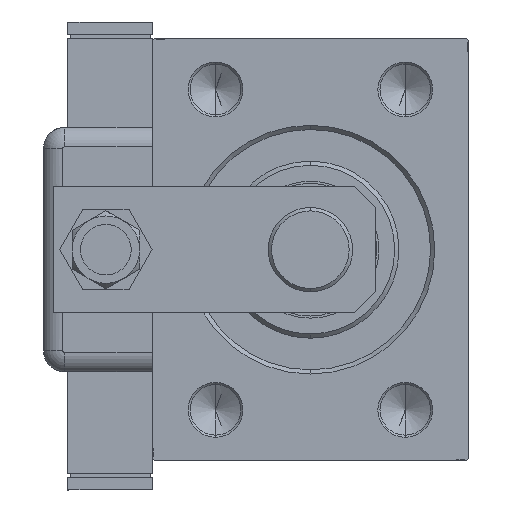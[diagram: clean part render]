
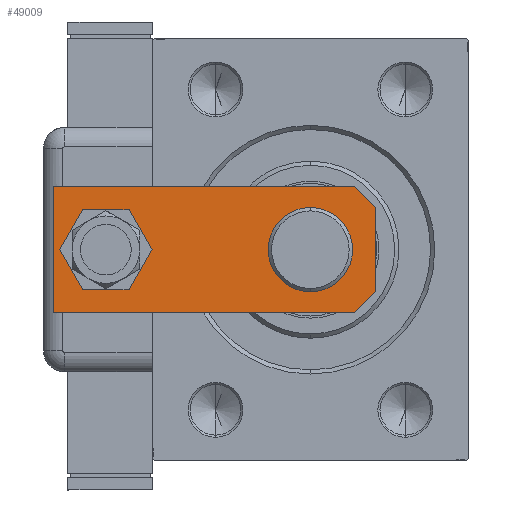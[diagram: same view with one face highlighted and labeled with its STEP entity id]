
A CAD part, left-side view. The second image highlights one B-rep face of the part: STEP entity #49009.
In plain terms, the highlighted face is planar.
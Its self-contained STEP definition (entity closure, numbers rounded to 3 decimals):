
#847 = VECTOR ( 'NONE', #60076, 1000. ) ;
#1765 = CARTESIAN_POINT ( 'NONE',  ( 0., 0., 0. ) ) ;
#3712 = AXIS2_PLACEMENT_3D ( 'NONE', #59415, #58807, #41309 ) ;
#3950 = CARTESIAN_POINT ( 'NONE',  ( 15., 5., 0. ) ) ;
#4373 = DIRECTION ( 'NONE',  ( 0., -1., 0. ) ) ;
#4665 = CIRCLE ( 'NONE', #3712, 10. ) ;
#7407 = EDGE_CURVE ( 'NONE', #12424, #24303, #22910, .T. ) ;
#9710 = CARTESIAN_POINT ( 'NONE',  ( 15., 0., 0. ) ) ;
#9851 = LINE ( 'NONE', #56821, #13426 ) ;
#10318 = EDGE_CURVE ( 'NONE', #10916, #60551, #41240, .T. ) ;
#10916 = VERTEX_POINT ( 'NONE', #49081 ) ;
#11571 = PLANE ( 'NONE',  #32653 ) ;
#12424 = VERTEX_POINT ( 'NONE', #41566 ) ;
#12682 = EDGE_CURVE ( 'NONE', #44558, #48094, #60431, .T. ) ;
#13132 = AXIS2_PLACEMENT_3D ( 'NONE', #47407, #41601, #24068 ) ;
#13258 = ORIENTED_EDGE ( 'NONE', *, *, #12682, .T. ) ;
#13426 = VECTOR ( 'NONE', #47616, 1000. ) ;
#14191 = CARTESIAN_POINT ( 'NONE',  ( 0., 15.5, 0. ) ) ;
#14495 = DIRECTION ( 'NONE',  ( 0., 0., 1. ) ) ;
#14581 = DIRECTION ( 'NONE',  ( 0., 0., 1. ) ) ;
#15267 = DIRECTION ( 'NONE',  ( 1., 0., 0. ) ) ;
#17110 = VECTOR ( 'NONE', #4373, 1000. ) ;
#17426 = CARTESIAN_POINT ( 'NONE',  ( 10., 15.5, 0. ) ) ;
#18671 = EDGE_CURVE ( 'NONE', #19244, #10916, #9851, .T. ) ;
#19244 = VERTEX_POINT ( 'NONE', #21251 ) ;
#19899 = DIRECTION ( 'NONE',  ( 0., 0., 1. ) ) ;
#21079 = EDGE_CURVE ( 'NONE', #42974, #30715, #4665, .T. ) ;
#21155 = VECTOR ( 'NONE', #37401, 1000. ) ;
#21251 = CARTESIAN_POINT ( 'NONE',  ( 15., 76.5, 0. ) ) ;
#22206 = CARTESIAN_POINT ( 'NONE',  ( -10., 0., 0. ) ) ;
#22910 = CIRCLE ( 'NONE', #13132, 7. ) ;
#23269 = EDGE_LOOP ( 'NONE', ( #27995, #45508, #32004, #43271, #50060, #13258 ) ) ;
#24068 = DIRECTION ( 'NONE',  ( 1., 0., 0. ) ) ;
#24303 = VERTEX_POINT ( 'NONE', #29476 ) ;
#24513 = FACE_BOUND ( 'NONE', #33421, .T. ) ;
#26100 = ORIENTED_EDGE ( 'NONE', *, *, #21079, .T. ) ;
#27644 = EDGE_LOOP ( 'NONE', ( #45876, #55845 ) ) ;
#27995 = ORIENTED_EDGE ( 'NONE', *, *, #60083, .F. ) ;
#29252 = VECTOR ( 'NONE', #52035, 1000. ) ;
#29476 = CARTESIAN_POINT ( 'NONE',  ( -7., 64., 0. ) ) ;
#30169 = CIRCLE ( 'NONE', #43872, 7. ) ;
#30715 = VERTEX_POINT ( 'NONE', #55237 ) ;
#30717 = ORIENTED_EDGE ( 'NONE', *, *, #45327, .T. ) ;
#30929 = CARTESIAN_POINT ( 'NONE',  ( -10., 0., 0. ) ) ;
#31076 = EDGE_CURVE ( 'NONE', #44558, #19244, #37959, .T. ) ;
#31269 = VECTOR ( 'NONE', #43177, 1000. ) ;
#32004 = ORIENTED_EDGE ( 'NONE', *, *, #10318, .F. ) ;
#32653 = AXIS2_PLACEMENT_3D ( 'NONE', #1765, #19899, #15267 ) ;
#33421 = EDGE_LOOP ( 'NONE', ( #30717, #26100 ) ) ;
#34099 = EDGE_CURVE ( 'NONE', #55292, #60551, #59161, .T. ) ;
#34825 = CARTESIAN_POINT ( 'NONE',  ( 10., 0., 0. ) ) ;
#36553 = AXIS2_PLACEMENT_3D ( 'NONE', #14191, #14495, #37542 ) ;
#37401 = DIRECTION ( 'NONE',  ( -0.707, -0.707, 0. ) ) ;
#37542 = DIRECTION ( 'NONE',  ( 1., 0., 0. ) ) ;
#37959 = LINE ( 'NONE', #9710, #31269 ) ;
#38524 = CARTESIAN_POINT ( 'NONE',  ( -15., 0., 0. ) ) ;
#41240 = LINE ( 'NONE', #55944, #17110 ) ;
#41309 = DIRECTION ( 'NONE',  ( 1., 0., 0. ) ) ;
#41566 = CARTESIAN_POINT ( 'NONE',  ( 7., 64., 0. ) ) ;
#41601 = DIRECTION ( 'NONE',  ( 0., 0., 1. ) ) ;
#42149 = CARTESIAN_POINT ( 'NONE',  ( 15., 5., 0. ) ) ;
#42974 = VERTEX_POINT ( 'NONE', #17426 ) ;
#43134 = LINE ( 'NONE', #38524, #29252 ) ;
#43177 = DIRECTION ( 'NONE',  ( 0., 1., 0. ) ) ;
#43271 = ORIENTED_EDGE ( 'NONE', *, *, #18671, .F. ) ;
#43822 = FACE_OUTER_BOUND ( 'NONE', #23269, .T. ) ;
#43872 = AXIS2_PLACEMENT_3D ( 'NONE', #57259, #14581, #48055 ) ;
#44558 = VERTEX_POINT ( 'NONE', #42149 ) ;
#45327 = EDGE_CURVE ( 'NONE', #30715, #42974, #55159, .T. ) ;
#45508 = ORIENTED_EDGE ( 'NONE', *, *, #34099, .T. ) ;
#45876 = ORIENTED_EDGE ( 'NONE', *, *, #55085, .T. ) ;
#47407 = CARTESIAN_POINT ( 'NONE',  ( 0., 64., 0. ) ) ;
#47616 = DIRECTION ( 'NONE',  ( -1., 0., 0. ) ) ;
#48055 = DIRECTION ( 'NONE',  ( 1., 0., 0. ) ) ;
#48094 = VERTEX_POINT ( 'NONE', #34825 ) ;
#48864 = CARTESIAN_POINT ( 'NONE',  ( -15., 5., 0. ) ) ;
#49009 = ADVANCED_FACE ( 'NONE', ( #43822, #52432, #24513 ), #11571, .F. ) ;
#49081 = CARTESIAN_POINT ( 'NONE',  ( -15., 76.5, 0. ) ) ;
#50060 = ORIENTED_EDGE ( 'NONE', *, *, #31076, .F. ) ;
#52035 = DIRECTION ( 'NONE',  ( 1., 0., 0. ) ) ;
#52432 = FACE_BOUND ( 'NONE', #27644, .T. ) ;
#55085 = EDGE_CURVE ( 'NONE', #24303, #12424, #30169, .T. ) ;
#55159 = CIRCLE ( 'NONE', #36553, 10. ) ;
#55237 = CARTESIAN_POINT ( 'NONE',  ( -10., 15.5, 0. ) ) ;
#55292 = VERTEX_POINT ( 'NONE', #22206 ) ;
#55845 = ORIENTED_EDGE ( 'NONE', *, *, #7407, .T. ) ;
#55944 = CARTESIAN_POINT ( 'NONE',  ( -15., 76.5, 0. ) ) ;
#56821 = CARTESIAN_POINT ( 'NONE',  ( 15., 76.5, 0. ) ) ;
#57259 = CARTESIAN_POINT ( 'NONE',  ( 0., 64., 0. ) ) ;
#58807 = DIRECTION ( 'NONE',  ( 0., 0., 1. ) ) ;
#59161 = LINE ( 'NONE', #30929, #847 ) ;
#59415 = CARTESIAN_POINT ( 'NONE',  ( 0., 15.5, 0. ) ) ;
#60076 = DIRECTION ( 'NONE',  ( -0.707, 0.707, 0. ) ) ;
#60083 = EDGE_CURVE ( 'NONE', #55292, #48094, #43134, .T. ) ;
#60431 = LINE ( 'NONE', #3950, #21155 ) ;
#60551 = VERTEX_POINT ( 'NONE', #48864 ) ;
